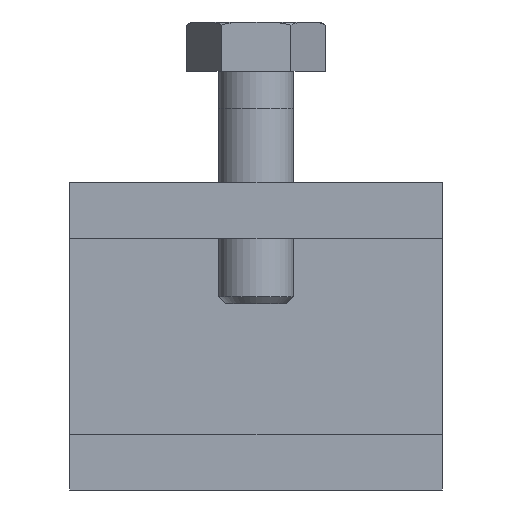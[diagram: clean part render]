
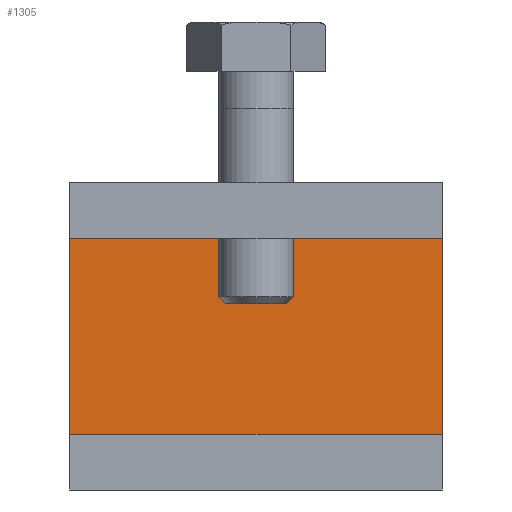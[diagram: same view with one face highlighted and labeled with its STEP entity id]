
A CAD part, left-side view. The second image highlights one B-rep face of the part: STEP entity #1305.
In plain terms, the highlighted planar face has unit normal (-1, 0, 0).
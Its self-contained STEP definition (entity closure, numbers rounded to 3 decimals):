
#739=DIRECTION('',(0.,0.,1.));
#740=VECTOR('',#739,21.);
#741=CARTESIAN_POINT('',(236.474,135.025,66.));
#742=LINE('',#741,#740);
#743=DIRECTION('',(0.,-1.,0.));
#744=VECTOR('',#743,40.);
#745=CARTESIAN_POINT('',(236.474,135.025,87.));
#746=LINE('',#745,#744);
#747=DIRECTION('',(0.,0.,-1.));
#748=VECTOR('',#747,21.);
#749=CARTESIAN_POINT('',(236.474,95.025,87.));
#750=LINE('',#749,#748);
#751=DIRECTION('',(0.,-1.,0.));
#752=VECTOR('',#751,40.);
#753=CARTESIAN_POINT('',(236.474,135.025,66.));
#754=LINE('',#753,#752);
#1149=CARTESIAN_POINT('',(236.474,95.025,66.));
#1150=VERTEX_POINT('',#1149);
#1243=CARTESIAN_POINT('',(236.474,135.025,66.));
#1244=VERTEX_POINT('',#1243);
#1259=CARTESIAN_POINT('',(236.474,135.025,87.));
#1260=CARTESIAN_POINT('',(236.474,95.025,87.));
#1261=VERTEX_POINT('',#1259);
#1262=VERTEX_POINT('',#1260);
#1291=CARTESIAN_POINT('',(236.474,115.025,66.));
#1292=DIRECTION('',(-1.,0.,0.));
#1293=DIRECTION('',(0.,0.,1.));
#1294=AXIS2_PLACEMENT_3D('',#1291,#1292,#1293);
#1295=PLANE('',#1294);
#1297=ORIENTED_EDGE('',*,*,#1296,.T.);
#1299=ORIENTED_EDGE('',*,*,#1298,.T.);
#1300=ORIENTED_EDGE('',*,*,#1268,.T.);
#1302=ORIENTED_EDGE('',*,*,#1301,.F.);
#1303=EDGE_LOOP('',(#1297,#1299,#1300,#1302));
#1304=FACE_OUTER_BOUND('',#1303,.F.);
#1305=ADVANCED_FACE('',(#1304),#1295,.T.);
#1268=EDGE_CURVE('',#1262,#1150,#750,.T.);
#1296=EDGE_CURVE('',#1244,#1261,#742,.T.);
#1298=EDGE_CURVE('',#1261,#1262,#746,.T.);
#1301=EDGE_CURVE('',#1244,#1150,#754,.T.);
